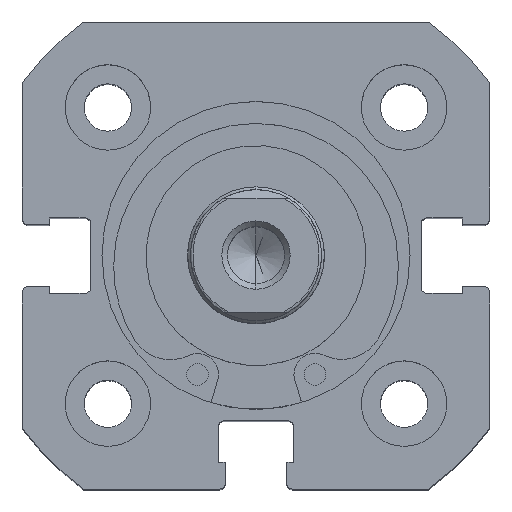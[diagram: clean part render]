
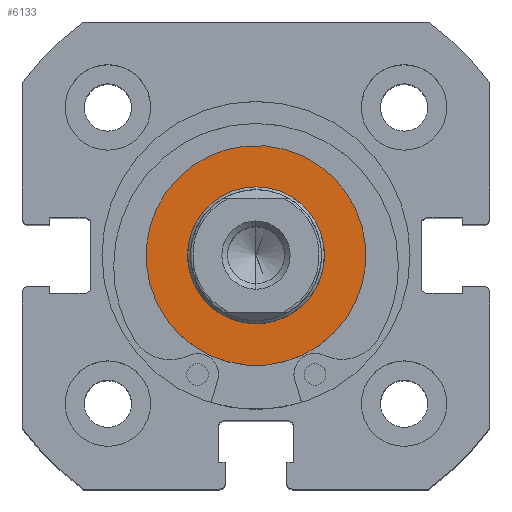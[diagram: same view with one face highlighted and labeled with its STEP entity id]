
A CAD part, top view. The second image highlights one B-rep face of the part: STEP entity #6133.
In plain terms, the highlighted face is planar.
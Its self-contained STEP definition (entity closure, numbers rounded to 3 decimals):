
#3 = DIRECTION ( 'NONE',  ( 0., 0., 1. ) ) ;
#4 = DIRECTION ( 'NONE',  ( -1., 0., 0. ) ) ;
#14 = CARTESIAN_POINT ( 'NONE',  ( 0., 0., 0. ) ) ;
#23 = DIRECTION ( 'NONE',  ( 0., 0., 1. ) ) ;
#24 = DIRECTION ( 'NONE',  ( -1., 0., 0. ) ) ;
#26 = CARTESIAN_POINT ( 'NONE',  ( 0., 0., 0. ) ) ;
#948 = CARTESIAN_POINT ( 'NONE',  ( 0., 0., -9.65 ) ) ;
#1052 = CARTESIAN_POINT ( 'NONE',  ( 0., 0., -6. ) ) ;
#1053 = CARTESIAN_POINT ( 'NONE',  ( 0., 0., 6. ) ) ;
#1197 = CARTESIAN_POINT ( 'NONE',  ( 0., 0., 9.65 ) ) ;
#1337 = DIRECTION ( 'NONE',  ( 0., 0., 1. ) ) ;
#1341 = DIRECTION ( 'NONE',  ( -1., 0., 0. ) ) ;
#1362 = CARTESIAN_POINT ( 'NONE',  ( 0., 0., 0. ) ) ;
#1425 = DIRECTION ( 'NONE',  ( 0., 0., 1. ) ) ;
#1427 = DIRECTION ( 'NONE',  ( -1., 0., 0. ) ) ;
#1432 = CARTESIAN_POINT ( 'NONE',  ( 0., 0., 0. ) ) ;
#1690 = AXIS2_PLACEMENT_3D ( 'NONE', #5603, #5605, #5606 ) ;
#1938 = AXIS2_PLACEMENT_3D ( 'NONE', #1362, #1341, #1337 ) ;
#1945 = AXIS2_PLACEMENT_3D ( 'NONE', #14, #4, #3 ) ;
#1951 = AXIS2_PLACEMENT_3D ( 'NONE', #26, #24, #23 ) ;
#1980 = EDGE_LOOP ( 'NONE', ( #5859, #5901 ) ) ;
#2212 = EDGE_LOOP ( 'NONE', ( #5856, #5902 ) ) ;
#2419 = AXIS2_PLACEMENT_3D ( 'NONE', #1432, #1427, #1425 ) ;
#2670 = EDGE_CURVE ( 'NONE', #4073, #3728, #4672, .T. ) ;
#2746 = EDGE_CURVE ( 'NONE', #3842, #3845, #4788, .T. ) ;
#2755 = EDGE_CURVE ( 'NONE', #3728, #4073, #4797, .T. ) ;
#2786 = EDGE_CURVE ( 'NONE', #3845, #3842, #4826, .T. ) ;
#3728 = VERTEX_POINT ( 'NONE', #1197 ) ;
#3842 = VERTEX_POINT ( 'NONE', #1053 ) ;
#3845 = VERTEX_POINT ( 'NONE', #1052 ) ;
#4073 = VERTEX_POINT ( 'NONE', #948 ) ;
#4672 = CIRCLE ( 'NONE', #2419, 9.65 ) ;
#4788 = CIRCLE ( 'NONE', #1951, 6. ) ;
#4797 = CIRCLE ( 'NONE', #1945, 9.65 ) ;
#4826 = CIRCLE ( 'NONE', #1938, 6. ) ;
#5389 = FACE_BOUND ( 'NONE', #2212, .T. ) ;
#5394 = FACE_OUTER_BOUND ( 'NONE', #1980, .T. ) ;
#5603 = CARTESIAN_POINT ( 'NONE',  ( 0., 9.65, 0. ) ) ;
#5604 = PLANE ( 'NONE',  #1690 ) ;
#5605 = DIRECTION ( 'NONE',  ( 1., 0., 0. ) ) ;
#5606 = DIRECTION ( 'NONE',  ( 0., 0., -1. ) ) ;
#5856 = ORIENTED_EDGE ( 'NONE', *, *, #2746, .F. ) ;
#5859 = ORIENTED_EDGE ( 'NONE', *, *, #2755, .T. ) ;
#5901 = ORIENTED_EDGE ( 'NONE', *, *, #2670, .T. ) ;
#5902 = ORIENTED_EDGE ( 'NONE', *, *, #2786, .F. ) ;
#6133 = ADVANCED_FACE ( 'NONE', ( #5389, #5394 ), #5604, .F. ) ;
